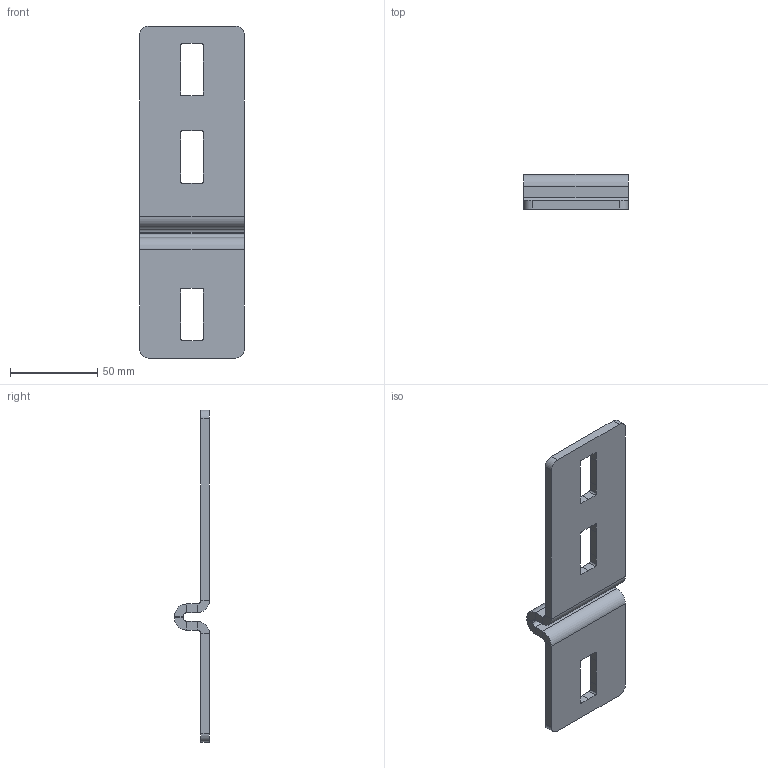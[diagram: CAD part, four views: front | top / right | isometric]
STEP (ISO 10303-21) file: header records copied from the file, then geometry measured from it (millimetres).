
FILE_DESCRIPTION((''),'2;1');
FILE_NAME('NDH','2019-08-05T09:27:12',('tomasz.grudniewski'),(''),'CREO PARAMETRIC BY PTC INC, 2018500','CREO PARAMETRIC BY PTC INC, 2018500','');
FILE_SCHEMA(('CONFIG_CONTROL_DESIGN'));
Length unit declared in the file: millimetre
Products named in the file (1): NDH
Bounding box: 60 x 20 x 190 mm (x, y, z)
Volume: 57737.9 mm3; surface area: 27039.2 mm2
Topology: 1 solids, 1 shells, 84 faces, 214 edges, 132 vertices
Faces by surface type: plane 60, cylinder 24
Entity records: 2540 total; most frequent: DIRECTION 430, CARTESIAN_POINT 430, ORIENTED_EDGE 428, EDGE_CURVE 214, VECTOR 166, LINE 166, AXIS2_PLACEMENT_3D 132, VERTEX_POINT 132
